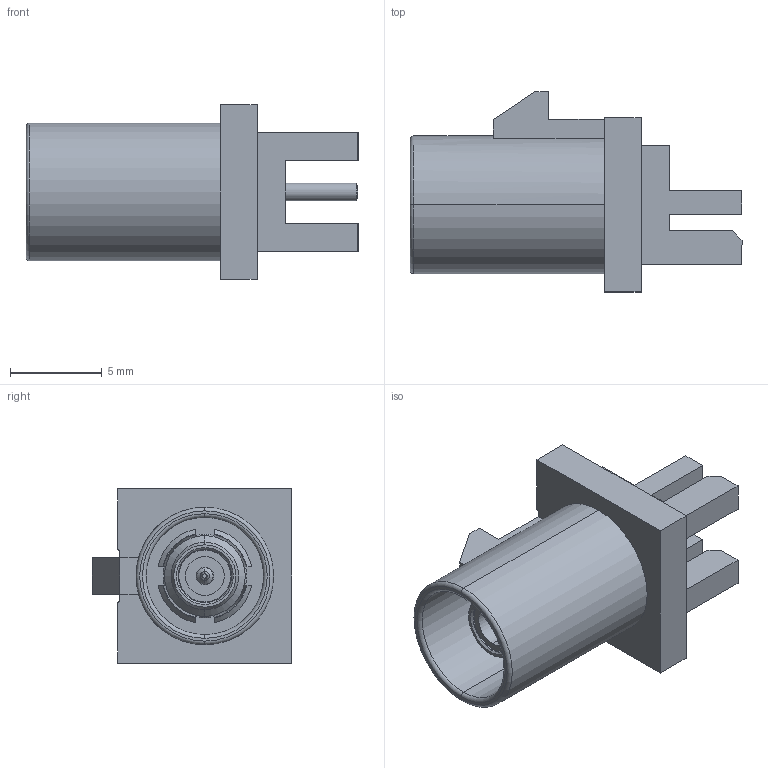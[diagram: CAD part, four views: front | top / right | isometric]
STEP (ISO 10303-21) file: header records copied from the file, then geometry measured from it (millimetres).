
FILE_DESCRIPTION (( 'STEP AP214' ), '1' );
FILE_NAME ('FMCN5173_3D.step', '2024-07-31T17:10:57', ( '' ), ( '' ), 'SwSTEP 2.0', 'SolidWorks 2022', '' );
FILE_SCHEMA (( 'AUTOMOTIVE_DESIGN' ));
Length unit declared in the file: inch
Products named in the file (5): FMCN5173_3D; Copy of cover.igs^FMCN5173; Copy of 3.igs_3^FMCN5173; Copy of 1.igs_3^FMCN5173; Copy of 2.igs_3^FMCN5173
Assembly tree (4 placements, depth 2):
  FMCN5173_3D
    Copy of 1.igs_3^FMCN5173
    Copy of 2.igs_3^FMCN5173
    Copy of 3.igs_3^FMCN5173
    Copy of cover.igs^FMCN5173
Bounding box: 18.1 x 10.9 x 9.5 mm (x, y, z)
Volume: 523.8 mm3; surface area: 1463.3 mm2
Topology: 4 solids, 4 shells, 208 faces, 537 edges, 345 vertices
Faces by surface type: plane 101, cylinder 67, cone 36, torus 4
Entity records: 9326 total; most frequent: CARTESIAN_POINT 1277, DIRECTION 1084, ORIENTED_EDGE 1074, EDGE_CURVE 537, AXIS2_PLACEMENT_3D 392, VERTEX_POINT 345, LINE 300, VECTOR 300
